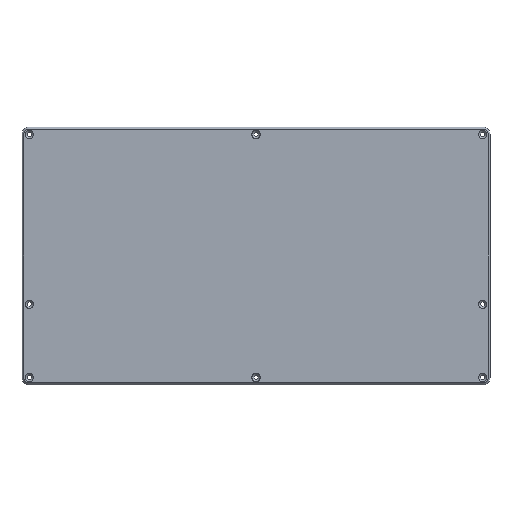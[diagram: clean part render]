
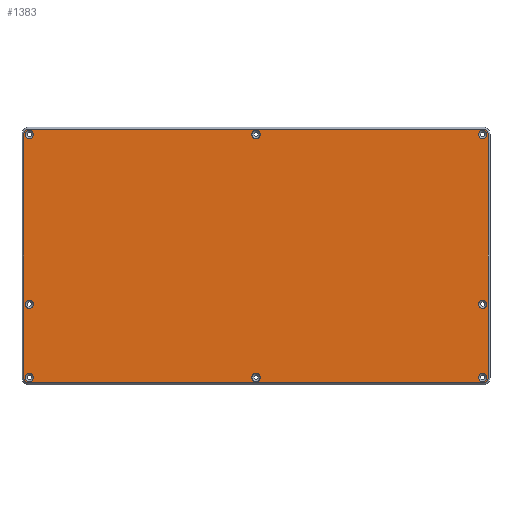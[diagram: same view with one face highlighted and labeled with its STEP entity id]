
A CAD part, front view. The second image highlights one B-rep face of the part: STEP entity #1383.
In plain terms, the highlighted planar face has unit normal (0, -1, 0).
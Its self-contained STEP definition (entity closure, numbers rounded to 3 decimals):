
#23=FACE_BOUND('',#281,.T.);
#24=FACE_BOUND('',#282,.T.);
#25=FACE_BOUND('',#283,.T.);
#26=FACE_BOUND('',#284,.T.);
#27=FACE_BOUND('',#285,.T.);
#28=FACE_BOUND('',#286,.T.);
#29=FACE_BOUND('',#287,.T.);
#30=FACE_BOUND('',#288,.T.);
#90=CIRCLE('',#1497,3.);
#92=CIRCLE('',#1501,3.);
#93=CIRCLE('',#1504,3.);
#94=CIRCLE('',#1507,3.);
#96=CIRCLE('',#1512,2.25);
#97=CIRCLE('',#1513,2.25);
#98=CIRCLE('',#1514,2.25);
#99=CIRCLE('',#1515,2.25);
#100=CIRCLE('',#1516,2.25);
#101=CIRCLE('',#1517,2.25);
#102=CIRCLE('',#1518,2.25);
#103=CIRCLE('',#1519,2.25);
#195=FACE_OUTER_BOUND('',#280,.T.);
#280=EDGE_LOOP('',(#1088,#1089,#1090,#1091,#1092,#1093,#1094,#1095));
#281=EDGE_LOOP('',(#1096));
#282=EDGE_LOOP('',(#1097));
#283=EDGE_LOOP('',(#1098));
#284=EDGE_LOOP('',(#1099));
#285=EDGE_LOOP('',(#1100));
#286=EDGE_LOOP('',(#1101));
#287=EDGE_LOOP('',(#1102));
#288=EDGE_LOOP('',(#1103));
#385=LINE('',#2249,#498);
#390=LINE('',#2261,#503);
#393=LINE('',#2269,#506);
#396=LINE('',#2277,#509);
#498=VECTOR('',#1765,10.);
#503=VECTOR('',#1778,10.);
#506=VECTOR('',#1787,10.);
#509=VECTOR('',#1796,10.);
#638=VERTEX_POINT('',#2246);
#639=VERTEX_POINT('',#2248);
#641=VERTEX_POINT('',#2254);
#642=VERTEX_POINT('',#2259);
#643=VERTEX_POINT('',#2263);
#644=VERTEX_POINT('',#2267);
#645=VERTEX_POINT('',#2271);
#646=VERTEX_POINT('',#2275);
#647=VERTEX_POINT('',#2286);
#648=VERTEX_POINT('',#2288);
#649=VERTEX_POINT('',#2290);
#650=VERTEX_POINT('',#2292);
#651=VERTEX_POINT('',#2294);
#652=VERTEX_POINT('',#2296);
#653=VERTEX_POINT('',#2298);
#654=VERTEX_POINT('',#2300);
#794=EDGE_CURVE('',#638,#639,#385,.T.);
#798=EDGE_CURVE('',#641,#638,#90,.T.);
#801=EDGE_CURVE('',#642,#641,#390,.T.);
#803=EDGE_CURVE('',#643,#642,#92,.T.);
#805=EDGE_CURVE('',#644,#643,#393,.T.);
#807=EDGE_CURVE('',#645,#644,#93,.T.);
#809=EDGE_CURVE('',#646,#645,#396,.T.);
#810=EDGE_CURVE('',#639,#646,#94,.T.);
#814=EDGE_CURVE('',#647,#647,#96,.T.);
#815=EDGE_CURVE('',#648,#648,#97,.T.);
#816=EDGE_CURVE('',#649,#649,#98,.T.);
#817=EDGE_CURVE('',#650,#650,#99,.T.);
#818=EDGE_CURVE('',#651,#651,#100,.T.);
#819=EDGE_CURVE('',#652,#652,#101,.T.);
#820=EDGE_CURVE('',#653,#653,#102,.T.);
#821=EDGE_CURVE('',#654,#654,#103,.T.);
#1088=ORIENTED_EDGE('',*,*,#794,.F.);
#1089=ORIENTED_EDGE('',*,*,#798,.F.);
#1090=ORIENTED_EDGE('',*,*,#801,.F.);
#1091=ORIENTED_EDGE('',*,*,#803,.F.);
#1092=ORIENTED_EDGE('',*,*,#805,.F.);
#1093=ORIENTED_EDGE('',*,*,#807,.F.);
#1094=ORIENTED_EDGE('',*,*,#809,.F.);
#1095=ORIENTED_EDGE('',*,*,#810,.F.);
#1096=ORIENTED_EDGE('',*,*,#814,.T.);
#1097=ORIENTED_EDGE('',*,*,#815,.T.);
#1098=ORIENTED_EDGE('',*,*,#816,.T.);
#1099=ORIENTED_EDGE('',*,*,#817,.T.);
#1100=ORIENTED_EDGE('',*,*,#818,.T.);
#1101=ORIENTED_EDGE('',*,*,#819,.T.);
#1102=ORIENTED_EDGE('',*,*,#820,.T.);
#1103=ORIENTED_EDGE('',*,*,#821,.T.);
#1339=PLANE('',#1511);
#1383=ADVANCED_FACE('',(#195,#23,#24,#25,#26,#27,#28,#29,#30),#1339,.F.);
#1497=AXIS2_PLACEMENT_3D('',#2256,#1771,#1772);
#1501=AXIS2_PLACEMENT_3D('',#2265,#1782,#1783);
#1504=AXIS2_PLACEMENT_3D('',#2273,#1791,#1792);
#1507=AXIS2_PLACEMENT_3D('',#2279,#1799,#1800);
#1511=AXIS2_PLACEMENT_3D('',#2285,#1809,#1810);
#1512=AXIS2_PLACEMENT_3D('',#2287,#1811,#1812);
#1513=AXIS2_PLACEMENT_3D('',#2289,#1813,#1814);
#1514=AXIS2_PLACEMENT_3D('',#2291,#1815,#1816);
#1515=AXIS2_PLACEMENT_3D('',#2293,#1817,#1818);
#1516=AXIS2_PLACEMENT_3D('',#2295,#1819,#1820);
#1517=AXIS2_PLACEMENT_3D('',#2297,#1821,#1822);
#1518=AXIS2_PLACEMENT_3D('',#2299,#1823,#1824);
#1519=AXIS2_PLACEMENT_3D('',#2301,#1825,#1826);
#1765=DIRECTION('',(1.,0.,0.));
#1771=DIRECTION('center_axis',(0.,1.,0.));
#1772=DIRECTION('ref_axis',(-1.,0.,0.));
#1778=DIRECTION('',(0.,0.,1.));
#1782=DIRECTION('center_axis',(0.,1.,0.));
#1783=DIRECTION('ref_axis',(0.,0.,-1.));
#1787=DIRECTION('',(-1.,0.,0.));
#1791=DIRECTION('center_axis',(0.,1.,0.));
#1792=DIRECTION('ref_axis',(1.,0.,0.));
#1796=DIRECTION('',(0.,0.,-1.));
#1799=DIRECTION('center_axis',(0.,1.,0.));
#1800=DIRECTION('ref_axis',(0.,0.,1.));
#1809=DIRECTION('center_axis',(0.,1.,0.));
#1810=DIRECTION('ref_axis',(1.,0.,0.));
#1811=DIRECTION('center_axis',(0.,1.,0.));
#1812=DIRECTION('ref_axis',(0.,0.,-1.));
#1813=DIRECTION('center_axis',(0.,1.,0.));
#1814=DIRECTION('ref_axis',(0.,0.,-1.));
#1815=DIRECTION('center_axis',(0.,1.,0.));
#1816=DIRECTION('ref_axis',(0.,0.,-1.));
#1817=DIRECTION('center_axis',(0.,1.,0.));
#1818=DIRECTION('ref_axis',(0.,0.,-1.));
#1819=DIRECTION('center_axis',(0.,1.,0.));
#1820=DIRECTION('ref_axis',(0.,0.,-1.));
#1821=DIRECTION('center_axis',(0.,1.,0.));
#1822=DIRECTION('ref_axis',(0.,0.,-1.));
#1823=DIRECTION('center_axis',(0.,1.,0.));
#1824=DIRECTION('ref_axis',(0.,0.,-1.));
#1825=DIRECTION('center_axis',(0.,1.,0.));
#1826=DIRECTION('ref_axis',(0.,0.,-1.));
#2246=CARTESIAN_POINT('',(-30.288,-9.6,119.013));
#2248=CARTESIAN_POINT('',(216.025,-9.6,119.013));
#2249=CARTESIAN_POINT('',(154.447,-9.6,119.013));
#2254=CARTESIAN_POINT('',(-33.288,-9.6,116.013));
#2256=CARTESIAN_POINT('Origin',(-30.288,-9.6,116.013));
#2259=CARTESIAN_POINT('',(-33.288,-9.6,-16.));
#2261=CARTESIAN_POINT('',(-33.288,-9.6,83.01));
#2263=CARTESIAN_POINT('',(-30.288,-9.6,-19.));
#2265=CARTESIAN_POINT('Origin',(-30.288,-9.6,-16.));
#2267=CARTESIAN_POINT('',(216.025,-9.6,-19.));
#2269=CARTESIAN_POINT('',(31.29,-9.6,-19.));
#2271=CARTESIAN_POINT('',(219.025,-9.6,-16.));
#2273=CARTESIAN_POINT('Origin',(216.025,-9.6,-16.));
#2275=CARTESIAN_POINT('',(219.025,-9.6,116.013));
#2277=CARTESIAN_POINT('',(219.025,-9.6,17.003));
#2279=CARTESIAN_POINT('Origin',(216.025,-9.6,116.013));
#2285=CARTESIAN_POINT('Origin',(92.869,-9.6,50.007));
#2286=CARTESIAN_POINT('',(216.025,-9.6,118.263));
#2287=CARTESIAN_POINT('Origin',(216.025,-9.6,116.013));
#2288=CARTESIAN_POINT('',(92.869,-9.6,-13.75));
#2289=CARTESIAN_POINT('Origin',(92.869,-9.6,-16.));
#2290=CARTESIAN_POINT('',(92.868,-9.6,118.263));
#2291=CARTESIAN_POINT('Origin',(92.868,-9.6,116.013));
#2292=CARTESIAN_POINT('',(-30.288,-9.6,-13.75));
#2293=CARTESIAN_POINT('Origin',(-30.288,-9.6,-16.));
#2294=CARTESIAN_POINT('',(-30.288,-9.6,118.263));
#2295=CARTESIAN_POINT('Origin',(-30.288,-9.6,116.013));
#2296=CARTESIAN_POINT('',(-30.288,-9.6,26.062));
#2297=CARTESIAN_POINT('Origin',(-30.288,-9.6,23.812));
#2298=CARTESIAN_POINT('',(216.025,-9.6,26.062));
#2299=CARTESIAN_POINT('Origin',(216.025,-9.6,23.812));
#2300=CARTESIAN_POINT('',(216.025,-9.6,-13.75));
#2301=CARTESIAN_POINT('Origin',(216.025,-9.6,-16.));
